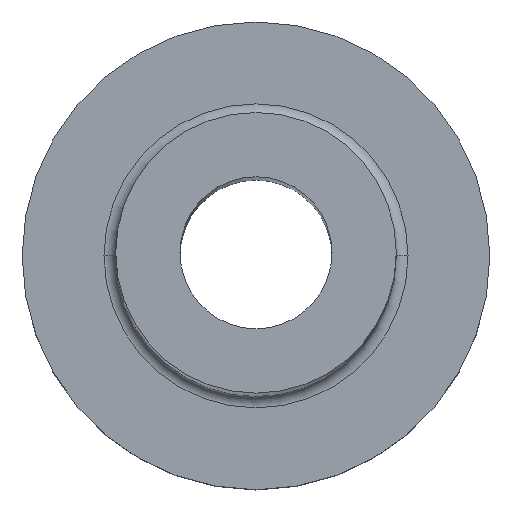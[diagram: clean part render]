
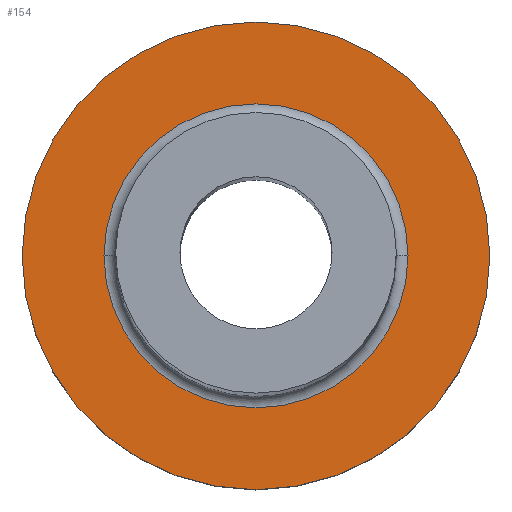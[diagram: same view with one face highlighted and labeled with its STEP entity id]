
A CAD part, top view. The second image highlights one B-rep face of the part: STEP entity #154.
In plain terms, the highlighted planar face has unit normal (0, 0, 1).
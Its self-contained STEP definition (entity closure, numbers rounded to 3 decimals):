
#2 = AXIS2_PLACEMENT_3D ( 'NONE', #72, #129, #101 ) ;
#5 = CARTESIAN_POINT ( 'NONE',  ( 0., 0., 7. ) ) ;
#29 = EDGE_CURVE ( 'NONE', #177, #197, #298, .T. ) ;
#36 = DIRECTION ( 'NONE',  ( 0., 0., -1. ) ) ;
#37 = AXIS2_PLACEMENT_3D ( 'NONE', #269, #365, #184 ) ;
#56 = CARTESIAN_POINT ( 'NONE',  ( 6.5, 0., 7. ) ) ;
#58 = ORIENTED_EDGE ( 'NONE', *, *, #29, .T. ) ;
#69 = AXIS2_PLACEMENT_3D ( 'NONE', #5, #121, #356 ) ;
#71 = CIRCLE ( 'NONE', #118, 6.5 ) ;
#72 = CARTESIAN_POINT ( 'NONE',  ( 0., 0., 7. ) ) ;
#82 = EDGE_CURVE ( 'NONE', #197, #177, #149, .T. ) ;
#91 = VERTEX_POINT ( 'NONE', #56 ) ;
#101 = DIRECTION ( 'NONE',  ( 1., 0., 0. ) ) ;
#118 = AXIS2_PLACEMENT_3D ( 'NONE', #208, #36, #267 ) ;
#121 = DIRECTION ( 'NONE',  ( 0., 0., 1. ) ) ;
#129 = DIRECTION ( 'NONE',  ( 0., 0., -1. ) ) ;
#137 = VERTEX_POINT ( 'NONE', #243 ) ;
#146 = EDGE_CURVE ( 'NONE', #91, #137, #235, .T. ) ;
#149 = CIRCLE ( 'NONE', #69, 10. ) ;
#154 = ADVANCED_FACE ( 'NONE', ( #158, #301 ), #181, .T. ) ;
#158 = FACE_BOUND ( 'NONE', #279, .T. ) ;
#173 = DIRECTION ( 'NONE',  ( 1., 0., 0. ) ) ;
#177 = VERTEX_POINT ( 'NONE', #241 ) ;
#181 = PLANE ( 'NONE',  #37 ) ;
#184 = DIRECTION ( 'NONE',  ( 1., 0., 0. ) ) ;
#190 = AXIS2_PLACEMENT_3D ( 'NONE', #295, #360, #173 ) ;
#192 = ORIENTED_EDGE ( 'NONE', *, *, #302, .T. ) ;
#194 = ORIENTED_EDGE ( 'NONE', *, *, #82, .T. ) ;
#197 = VERTEX_POINT ( 'NONE', #336 ) ;
#208 = CARTESIAN_POINT ( 'NONE',  ( 0., 0., 7. ) ) ;
#235 = CIRCLE ( 'NONE', #2, 6.5 ) ;
#241 = CARTESIAN_POINT ( 'NONE',  ( -10., 0., 7. ) ) ;
#243 = CARTESIAN_POINT ( 'NONE',  ( -6.5, 0., 7. ) ) ;
#251 = EDGE_LOOP ( 'NONE', ( #58, #194 ) ) ;
#267 = DIRECTION ( 'NONE',  ( 1., 0., 0. ) ) ;
#269 = CARTESIAN_POINT ( 'NONE',  ( 0., 0., 7. ) ) ;
#279 = EDGE_LOOP ( 'NONE', ( #284, #192 ) ) ;
#284 = ORIENTED_EDGE ( 'NONE', *, *, #146, .T. ) ;
#295 = CARTESIAN_POINT ( 'NONE',  ( 0., 0., 7. ) ) ;
#298 = CIRCLE ( 'NONE', #190, 10. ) ;
#301 = FACE_OUTER_BOUND ( 'NONE', #251, .T. ) ;
#302 = EDGE_CURVE ( 'NONE', #137, #91, #71, .T. ) ;
#336 = CARTESIAN_POINT ( 'NONE',  ( 10., 0., 7. ) ) ;
#356 = DIRECTION ( 'NONE',  ( 1., 0., 0. ) ) ;
#360 = DIRECTION ( 'NONE',  ( 0., 0., 1. ) ) ;
#365 = DIRECTION ( 'NONE',  ( 0., 0., 1. ) ) ;
